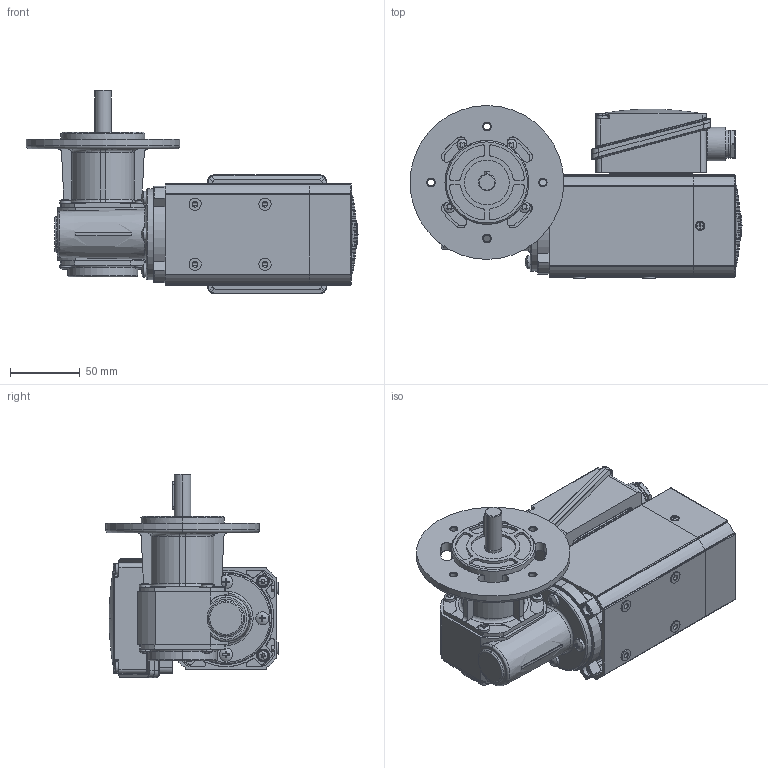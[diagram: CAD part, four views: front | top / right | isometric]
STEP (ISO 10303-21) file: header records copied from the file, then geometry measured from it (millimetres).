
FILE_DESCRIPTION(('STEP AP214'),'1');
FILE_NAME('tmp0.STEP','2015-03-06T13:35:19',(' '),(' '),'Spatial InterOp 3D',' ',' ');
FILE_SCHEMA(('automotive_design'));
Length unit declared in the file: millimetre
Products named in the file (1044): IGL65-40-without-foot-VE31-G-R_1 Groschopp|NAUO1#VE31-G-R Groschopp;NONE; IGL65-40-without-foot-VE31-G-R_1 Groschopp|NAUO3#Cross recessed thread forming screws GB_GB_CROSS_SCREWS_TYPE138 M5X12-N;NONE; IGL65-40-without-foot-VE31-G-R_1 Groschopp|NAUO4#Cross recessed thread forming screws GB_GB_CROSS_SCREWS_TYPE138 M5X12-N;NONE; IGL65-40-without-foot-VE31-G-R_1 Groschopp|NAUO5#Cross recessed thread forming screws GB_GB_CROSS_SCREWS_TYPE138 M5X12-N;NONE; NONE
Bounding box: 237.4 x 123.5 x 145.5 mm (x, y, z)
Volume: 372801.4 mm3; surface area: 183276.8 mm2
Topology: 4 solids, 1074 shells, 1566 faces, 6697 edges, 6215 vertices
Faces by surface type: plane 697, cylinder 589, torus 106, cone 81, sphere 52, bspline 41
Entity records: 116730 total; most frequent: CARTESIAN_POINT 23758, DIRECTION 13980, ORIENTED_EDGE 7985, EDGE_CURVE 6675, VERTEX_POINT 6218, AXIS2_PLACEMENT_3D 5436, LINE 3108, VECTOR 3108
